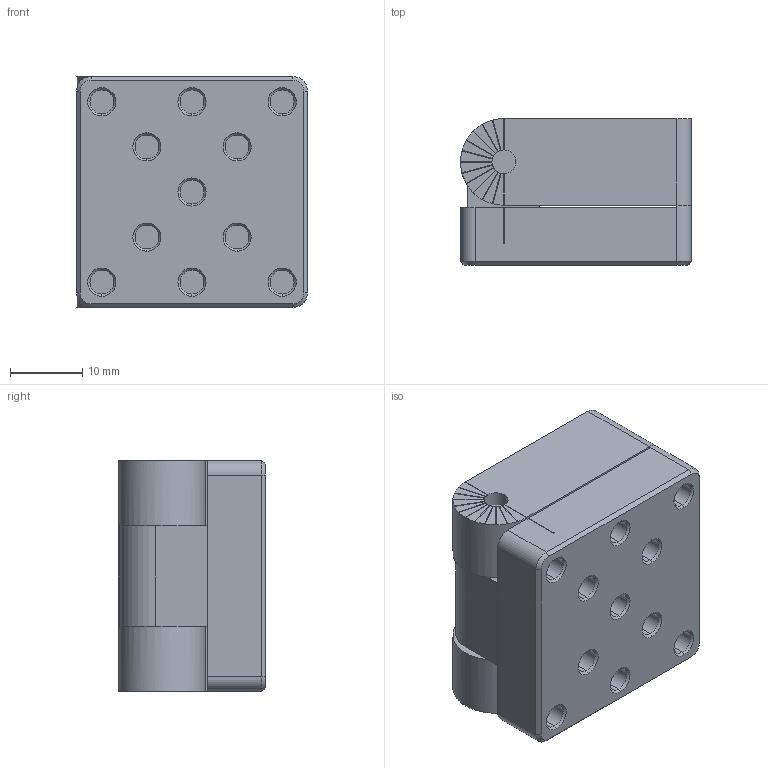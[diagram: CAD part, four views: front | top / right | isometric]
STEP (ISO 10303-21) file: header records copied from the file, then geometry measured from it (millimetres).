
FILE_DESCRIPTION (( 'STEP AP203' ), '1' );
FILE_NAME ('FMB-180.STEP', '2025-10-15T06:36:26', ( '' ), ( '' ), 'SwSTEP 2.0', 'SolidWorks 2020', '' );
FILE_SCHEMA (( 'CONFIG_CONTROL_DESIGN' ));
Length unit declared in the file: millimetre
Products named in the file (1): FMB-180
Bounding box: 32 x 20.3 x 32 mm (x, y, z)
Volume: 17818.9 mm3; surface area: 9763.2 mm2
Topology: 3 solids, 3 shells, 620 faces, 1647 edges, 1074 vertices
Faces by surface type: plane 394, bspline 108, cylinder 62, cone 56
Entity records: 21286 total; most frequent: CARTESIAN_POINT 6994, ORIENTED_EDGE 3286, DIRECTION 2382, EDGE_CURVE 1643, VERTEX_POINT 1074, AXIS2_PLACEMENT_3D 801, VECTOR 780, LINE 780
